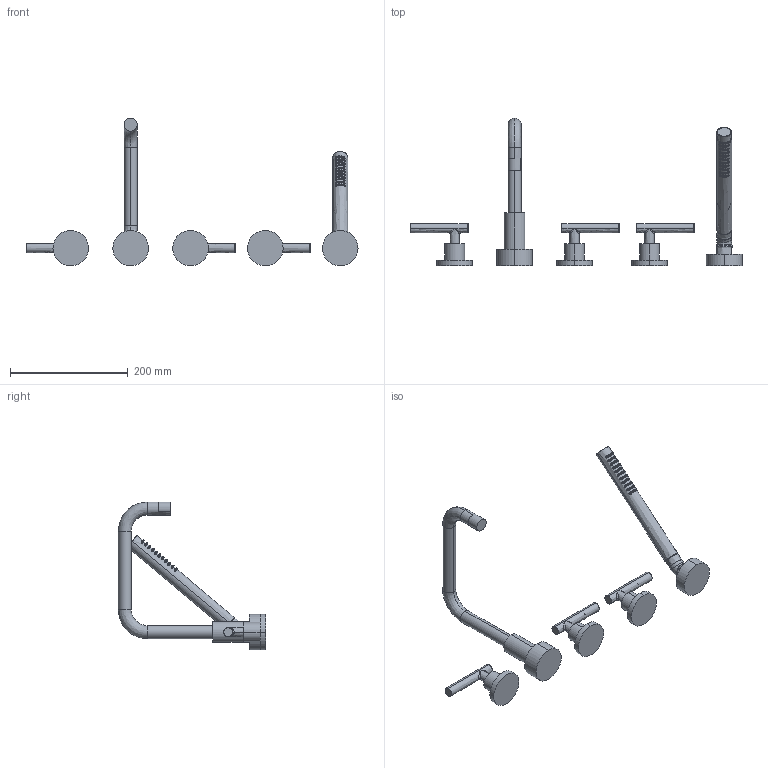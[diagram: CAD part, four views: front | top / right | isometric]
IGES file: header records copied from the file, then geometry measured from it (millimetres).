
Start section:  PTC IGES file: 3-1407l.igs
Global section: file name: 3-1407l.igs; native system: Creo Parametric by PTC Inc.; preprocessor: 2018400; author: jinson.thomas; organization: Unknown; date: 20210317.135155; units: inch
Bounding box: 563.28 x 250.23 x 250.82 mm (x, y, z)
Volume: 711396.2 mm3; surface area: 129269.2 mm2
Topology: 6 solids, 6 shells, 874 faces, 1884 edges, 1124 vertices
Faces by surface type: bspline 585, revolution 289
